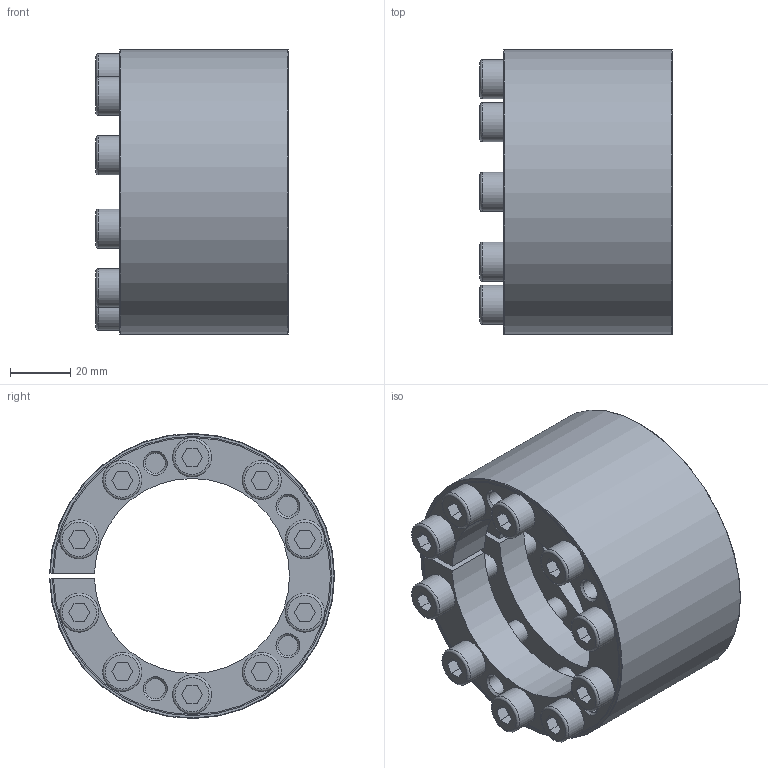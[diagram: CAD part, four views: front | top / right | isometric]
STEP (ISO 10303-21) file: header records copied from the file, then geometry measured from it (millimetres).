
FILE_DESCRIPTION(/* description */ ('STEP AP214'),/* implementation_level */ '2;1');
FILE_NAME(/* name */ 'KLEE065',/* time_stamp */ '2024-05-23T14:06:31+02:00',/* author */ ('License CC BY-ND 4.0'),/* organization */ ('CADENAS'),/* preprocessor_version */ 'ST-DEVELOPER v19.3',/* originating_system */ 'PARTsolutions',/* authorisation */ ' ');
FILE_SCHEMA (('AUTOMOTIVE_DESIGN {1 0 10303 214 3 1 1}'));
Length unit declared in the file: millimetre
Products named in the file (6): KLEE065; KLEE065_threaded_KLEE; KLEE065_outer; KLEE065_threaded_KLEE2; KLEE065_nothread; 96_KLEE
Assembly tree (14 placements, depth 2):
  KLEE065
    KLEE065_threaded_KLEE
    KLEE065_outer
    KLEE065_threaded_KLEE2
    KLEE065_nothread
    96_KLEE  x10
Bounding box: 64 x 94.99 x 95 mm (x, y, z)
Volume: 187999.6 mm3; surface area: 94778.7 mm2
Topology: 13 solids, 13 shells, 256 faces, 552 edges, 343 vertices
Faces by surface type: plane 114, cylinder 58, cone 52, torus 32
Full cylindrical faces by diameter (mm): 6.647 x24, 8 x10, 8.4 x10, 13 x10
Entity records: 3025 total; most frequent: DIRECTION 524, CARTESIAN_POINT 485, ORIENTED_EDGE 354, EDGE_LOOP 242, FACE_BOUND 242, AXIS2_PLACEMENT_3D 241, EDGE_CURVE 177, VERTEX_POINT 153
